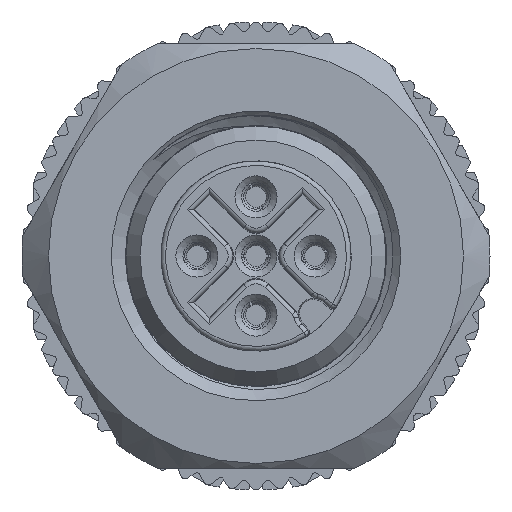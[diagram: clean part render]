
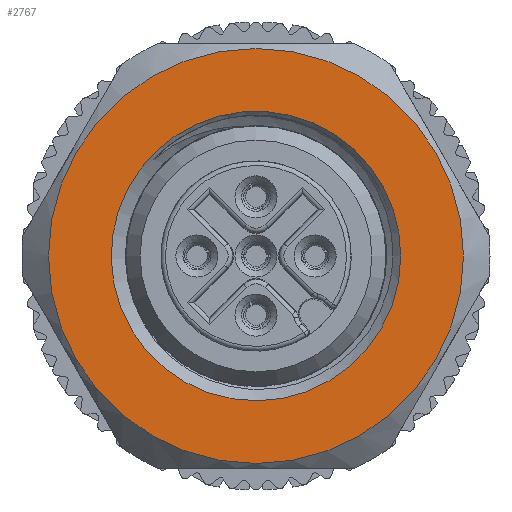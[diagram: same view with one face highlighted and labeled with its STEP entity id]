
A CAD part, front view. The second image highlights one B-rep face of the part: STEP entity #2767.
In plain terms, the highlighted planar face has unit normal (0, -1, 0).
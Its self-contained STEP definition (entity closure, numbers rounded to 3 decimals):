
#1724=PLANE('',#12277);
#2767=ADVANCED_FACE('',(#3619,#3620),#1724,.F.);
#3619=FACE_BOUND('',#3773,.T.);
#3620=FACE_BOUND('',#3774,.T.);
#3773=EDGE_LOOP('',(#5096));
#3774=EDGE_LOOP('',(#5097));
#4506=CIRCLE('',#12274,6.125);
#4507=CIRCLE('',#12276,8.779);
#5096=ORIENTED_EDGE('',*,*,#9971,.T.);
#5097=ORIENTED_EDGE('',*,*,#9972,.F.);
#8712=VERTEX_POINT('',#18249);
#8713=VERTEX_POINT('',#18252);
#9971=EDGE_CURVE('',#8712,#8712,#4506,.T.);
#9972=EDGE_CURVE('',#8713,#8713,#4507,.T.);
#12274=AXIS2_PLACEMENT_3D('',#18248,#13424,#13425);
#12276=AXIS2_PLACEMENT_3D('',#18251,#13428,#13429);
#12277=AXIS2_PLACEMENT_3D('',#18253,#13430,#13431);
#13424=DIRECTION('',(0.,1.,0.));
#13425=DIRECTION('',(1.,0.,0.));
#13428=DIRECTION('',(0.,1.,0.));
#13429=DIRECTION('',(1.,0.,0.));
#13430=DIRECTION('',(0.,1.,0.));
#13431=DIRECTION('',(1.,0.,0.));
#18248=CARTESIAN_POINT('',(0.,-8.95,0.));
#18249=CARTESIAN_POINT('',(6.125,-8.95,0.));
#18251=CARTESIAN_POINT('',(0.,-8.95,0.));
#18252=CARTESIAN_POINT('',(8.779,-8.95,0.));
#18253=CARTESIAN_POINT('',(0.,-8.95,0.));
